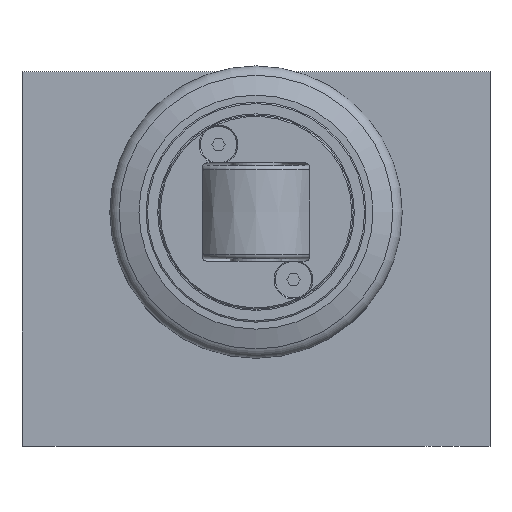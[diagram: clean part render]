
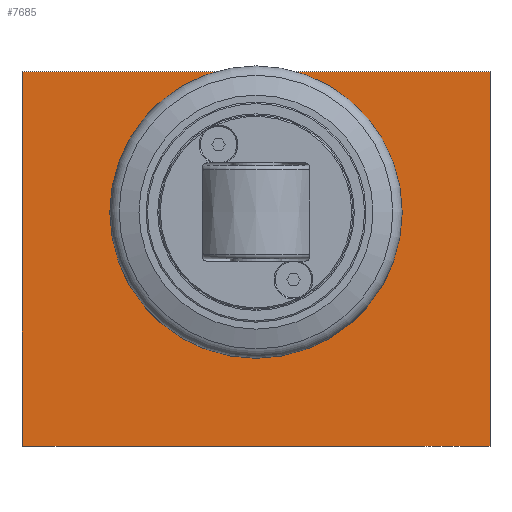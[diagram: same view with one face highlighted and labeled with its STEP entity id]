
A CAD part, front view. The second image highlights one B-rep face of the part: STEP entity #7685.
In plain terms, the highlighted planar face has unit normal (0, -1, 0).
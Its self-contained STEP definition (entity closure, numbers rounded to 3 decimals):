
#89=FACE_BOUND('',#1264,.T.);
#329=PLANE('',#8837);
#780=FACE_OUTER_BOUND('',#1263,.T.);
#1263=EDGE_LOOP('',(#7005,#7006,#7007,#7008));
#1264=EDGE_LOOP('',(#7009));
#1992=CIRCLE('',#8793,20.5);
#2422=LINE('',#14171,#2843);
#2423=LINE('',#14173,#2844);
#2424=LINE('',#14175,#2845);
#2425=LINE('',#14176,#2846);
#2843=VECTOR('',#11504,10.);
#2844=VECTOR('',#11505,10.);
#2845=VECTOR('',#11506,10.);
#2846=VECTOR('',#11507,10.);
#3473=VERTEX_POINT('',#13994);
#3514=VERTEX_POINT('',#14169);
#3515=VERTEX_POINT('',#14170);
#3516=VERTEX_POINT('',#14172);
#3517=VERTEX_POINT('',#14174);
#4625=EDGE_CURVE('',#3473,#3473,#1992,.T.);
#4690=EDGE_CURVE('',#3514,#3515,#2422,.T.);
#4691=EDGE_CURVE('',#3516,#3515,#2423,.T.);
#4692=EDGE_CURVE('',#3517,#3516,#2424,.T.);
#4693=EDGE_CURVE('',#3517,#3514,#2425,.T.);
#7005=ORIENTED_EDGE('',*,*,#4690,.T.);
#7006=ORIENTED_EDGE('',*,*,#4691,.F.);
#7007=ORIENTED_EDGE('',*,*,#4692,.F.);
#7008=ORIENTED_EDGE('',*,*,#4693,.T.);
#7009=ORIENTED_EDGE('',*,*,#4625,.T.);
#7685=ADVANCED_FACE('',(#780,#89),#329,.T.);
#8793=AXIS2_PLACEMENT_3D('',#13996,#11366,#11367);
#8837=AXIS2_PLACEMENT_3D('',#14168,#11502,#11503);
#11366=DIRECTION('center_axis',(0.,1.,0.));
#11367=DIRECTION('ref_axis',(0.,0.,
1.));
#11502=DIRECTION('center_axis',(0.,-1.,0.));
#11503=DIRECTION('ref_axis',(0.,0.,-1.));
#11504=DIRECTION('',(0.,0.,1.));
#11505=DIRECTION('',(1.,0.,0.));
#11506=DIRECTION('',(0.,0.,1.));
#11507=DIRECTION('',(1.,0.,0.));
#13994=CARTESIAN_POINT('',(50.,0.,29.5));
#13996=CARTESIAN_POINT('Origin',(50.,0.,50.));
#14168=CARTESIAN_POINT('Origin',(0.,0.,0.));
#14169=CARTESIAN_POINT('',(100.,0.,0.));
#14170=CARTESIAN_POINT('',(100.,0.,80.));
#14171=CARTESIAN_POINT('',(100.,0.,0.));
#14172=CARTESIAN_POINT('',(0.,0.,80.));
#14173=CARTESIAN_POINT('',(0.,0.,80.));
#14174=CARTESIAN_POINT('',(0.,0.,0.));
#14175=CARTESIAN_POINT('',(0.,0.,0.));
#14176=CARTESIAN_POINT('',(0.,0.,0.));
